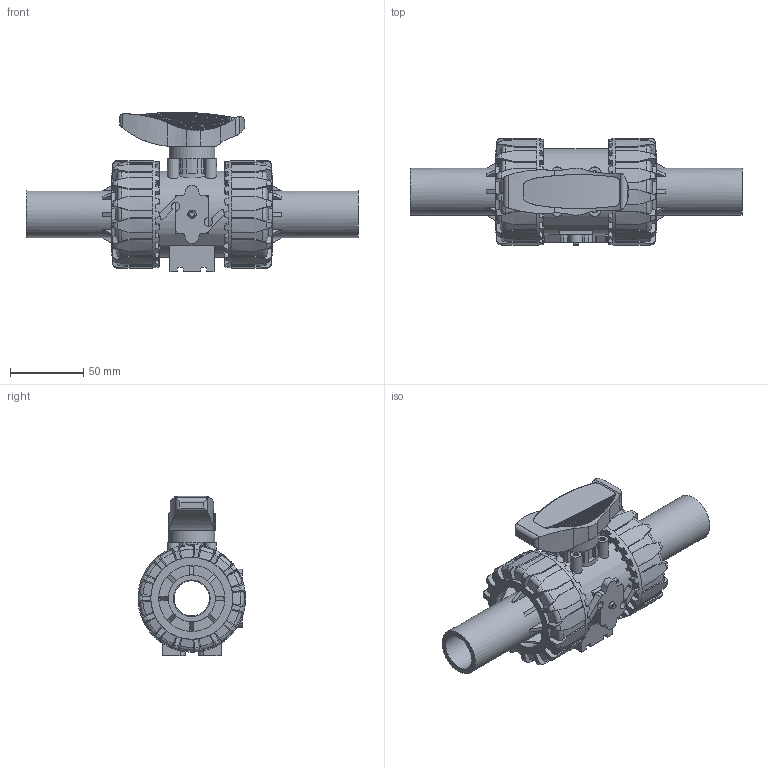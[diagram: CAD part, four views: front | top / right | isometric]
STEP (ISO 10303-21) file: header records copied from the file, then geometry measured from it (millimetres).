
FILE_DESCRIPTION(/* description */ (''),/* implementation_level */ '2;1');
FILE_NAME(/* name */ 'VKDBEM032E.iam.stp',/* time_stamp */ '2013-10-07T12:44:43+02:00',/* author */ ('FBRUSA'),/* organization */ (''),/* preprocessor_version */ 'ST-DEVELOPER v15.2',/* originating_system */ 'Autodesk Inventor 2014',/* authorisation */ '');
FILE_SCHEMA (('AUTOMOTIVE_DESIGN { 1 0 10303 214 3 1 1 }'));
Length unit declared in the file: millimetre
Products named in the file (6): cassa VKD_32; Arpione 32; NTVKD032V; CVDE11032; 1MNC032; VKDBEM032E
Bounding box: 226 x 73.49 x 108.43 mm (x, y, z)
Volume: 431169.9 mm3; surface area: 115780.7 mm2
Topology: 7 solids, 7 shells, 1183 faces, 3377 edges, 2235 vertices
Faces by surface type: plane 859, cylinder 194, cone 62, torus 60, bspline 8
Full cylindrical faces by diameter (mm): 2.9 x4, 3.3 x1, 3.5 x4, 4 x3, 5.5 x2, 5.584 x1, 5.7 x1, 6 x2, 23.9 x1, 25 x2, 31.225 x1, 32 x2, 42 x1, 45.1 x2, 50.5 x2, 51.3 x2, 55.8 x2, 58.8 x1
Entity records: 29105 total; most frequent: CARTESIAN_POINT 6445, DIRECTION 4983, ORIENTED_EDGE 4768, EDGE_CURVE 2384, AXIS2_PLACEMENT_3D 1999, VERTEX_POINT 1602, LINE 985, VECTOR 985
